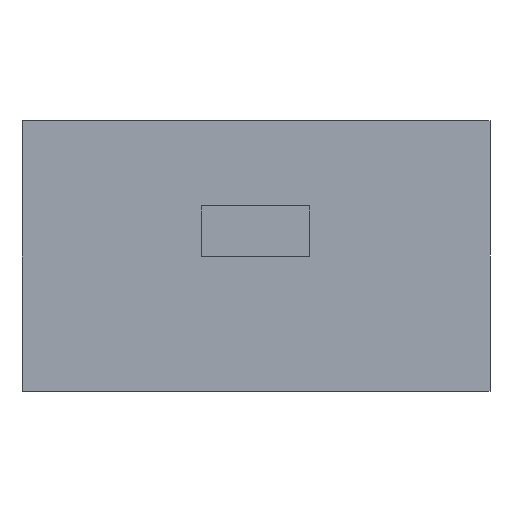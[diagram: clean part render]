
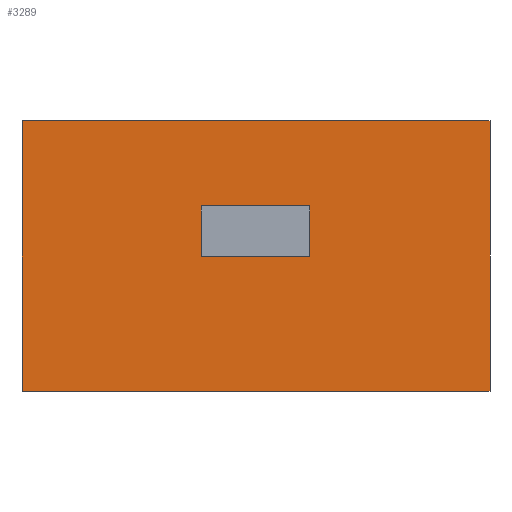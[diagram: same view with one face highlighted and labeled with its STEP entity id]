
A CAD part, front view. The second image highlights one B-rep face of the part: STEP entity #3289.
In plain terms, the highlighted planar face has unit normal (0, -1, 0).
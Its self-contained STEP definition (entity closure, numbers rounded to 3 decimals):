
#92=FACE_BOUND('',#595,.T.);
#360=FACE_OUTER_BOUND('',#594,.T.);
#594=EDGE_LOOP('',(#2440,#2441,#2442,#2443,#2444,#2445));
#595=EDGE_LOOP('',(#2446,#2447,#2448,#2449));
#883=LINE('',#4946,#1189);
#888=LINE('',#4963,#1194);
#894=LINE('',#4975,#1200);
#961=LINE('',#5109,#1267);
#974=LINE('',#5141,#1280);
#976=LINE('',#5145,#1282);
#977=LINE('',#5148,#1283);
#978=LINE('',#5150,#1284);
#979=LINE('',#5152,#1285);
#980=LINE('',#5153,#1286);
#1189=VECTOR('',#3900,10.);
#1194=VECTOR('',#3915,10.);
#1200=VECTOR('',#3923,10.);
#1267=VECTOR('',#4032,10.);
#1280=VECTOR('',#4071,10.);
#1282=VECTOR('',#4077,10.);
#1283=VECTOR('',#4078,10.);
#1284=VECTOR('',#4079,10.);
#1285=VECTOR('',#4080,10.);
#1286=VECTOR('',#4081,10.);
#1486=VERTEX_POINT('',#4943);
#1487=VERTEX_POINT('',#4945);
#1494=VERTEX_POINT('',#4961);
#1499=VERTEX_POINT('',#4973);
#1545=VERTEX_POINT('',#5107);
#1550=VERTEX_POINT('',#5135);
#1552=VERTEX_POINT('',#5146);
#1553=VERTEX_POINT('',#5147);
#1554=VERTEX_POINT('',#5149);
#1555=VERTEX_POINT('',#5151);
#1791=EDGE_CURVE('',#1487,#1486,#883,.T.);
#1800=EDGE_CURVE('',#1486,#1494,#888,.T.);
#1806=EDGE_CURVE('',#1494,#1499,#894,.T.);
#1873=EDGE_CURVE('',#1499,#1545,#961,.T.);
#1890=EDGE_CURVE('',#1550,#1487,#974,.T.);
#1892=EDGE_CURVE('',#1545,#1550,#976,.T.);
#1893=EDGE_CURVE('',#1552,#1553,#977,.T.);
#1894=EDGE_CURVE('',#1553,#1554,#978,.T.);
#1895=EDGE_CURVE('',#1554,#1555,#979,.T.);
#1896=EDGE_CURVE('',#1555,#1552,#980,.T.);
#2440=ORIENTED_EDGE('',*,*,#1806,.T.);
#2441=ORIENTED_EDGE('',*,*,#1873,.T.);
#2442=ORIENTED_EDGE('',*,*,#1892,.T.);
#2443=ORIENTED_EDGE('',*,*,#1890,.T.);
#2444=ORIENTED_EDGE('',*,*,#1791,.T.);
#2445=ORIENTED_EDGE('',*,*,#1800,.T.);
#2446=ORIENTED_EDGE('',*,*,#1893,.T.);
#2447=ORIENTED_EDGE('',*,*,#1894,.T.);
#2448=ORIENTED_EDGE('',*,*,#1895,.T.);
#2449=ORIENTED_EDGE('',*,*,#1896,.T.);
#3130=PLANE('',#3525);
#3289=ADVANCED_FACE('',(#360,#92),#3130,.T.);
#3525=AXIS2_PLACEMENT_3D('',#5144,#4075,#4076);
#3900=DIRECTION('',(1.,0.,0.));
#3915=DIRECTION('',(0.,0.,1.));
#3923=DIRECTION('',(-1.,0.,0.));
#4032=DIRECTION('',(0.,0.,-1.));
#4071=DIRECTION('',(0.,0.,-1.));
#4075=DIRECTION('center_axis',(0.,-1.,0.));
#4076=DIRECTION('ref_axis',(0.,0.,-1.));
#4077=DIRECTION('',(1.,0.,0.));
#4078=DIRECTION('',(-1.,0.,0.));
#4079=DIRECTION('',(0.,0.,1.));
#4080=DIRECTION('',(1.,0.,0.));
#4081=DIRECTION('',(0.,0.,-1.));
#4943=CARTESIAN_POINT('',(58.574,13.78,-2.988));
#4945=CARTESIAN_POINT('',(6.985,13.78,-2.988));
#4946=CARTESIAN_POINT('',(53.574,13.78,-2.988));
#4961=CARTESIAN_POINT('',(58.574,13.78,28.717));
#4963=CARTESIAN_POINT('',(58.574,13.78,-2.988));
#4973=CARTESIAN_POINT('',(3.751,13.78,28.717));
#4975=CARTESIAN_POINT('',(5.251,13.78,28.717));
#5107=CARTESIAN_POINT('',(3.751,13.78,-2.987));
#5109=CARTESIAN_POINT('',(3.751,13.78,-2.988));
#5135=CARTESIAN_POINT('',(6.985,13.78,-2.987));
#5141=CARTESIAN_POINT('',(6.985,13.78,-2.987));
#5144=CARTESIAN_POINT('Origin',(29.413,13.78,16.365));
#5145=CARTESIAN_POINT('',(5.251,13.78,-2.987));
#5146=CARTESIAN_POINT('',(37.464,13.78,12.786));
#5147=CARTESIAN_POINT('',(24.758,13.78,12.786));
#5148=CARTESIAN_POINT('',(37.464,13.78,12.786));
#5149=CARTESIAN_POINT('',(24.758,13.78,18.729));
#5150=CARTESIAN_POINT('',(24.758,13.78,12.786));
#5151=CARTESIAN_POINT('',(37.464,13.78,18.729));
#5152=CARTESIAN_POINT('',(24.758,13.78,18.729));
#5153=CARTESIAN_POINT('',(37.464,13.78,18.729));
